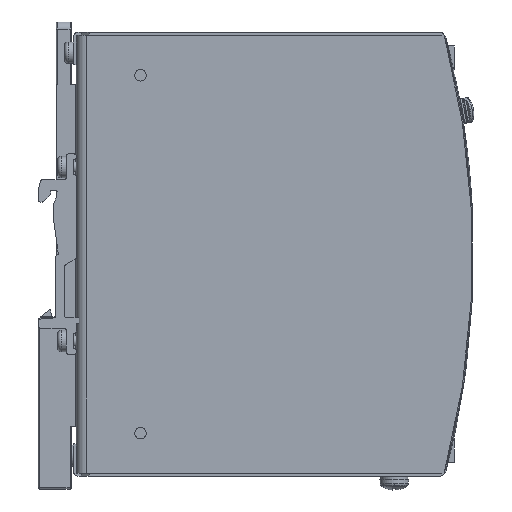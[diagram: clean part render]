
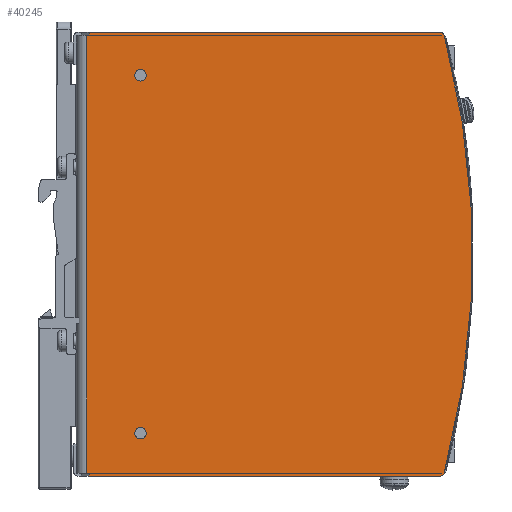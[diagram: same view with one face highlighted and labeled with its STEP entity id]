
A CAD part, front view. The second image highlights one B-rep face of the part: STEP entity #40245.
In plain terms, the highlighted planar face has unit normal (0, -1, 0).
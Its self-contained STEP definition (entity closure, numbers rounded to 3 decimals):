
#1117=CARTESIAN_POINT('',(101.667,-19.5,60.75));
#1118=DIRECTION('',(0.,1.,0.));
#1119=DIRECTION('',(0.,0.,1.));
#1120=AXIS2_PLACEMENT_3D('',#1117,#1118,#1119);
#1122=CARTESIAN_POINT('',(101.667,-19.5,60.75));
#1123=DIRECTION('',(0.,-1.,0.));
#1124=DIRECTION('',(0.967,0.,0.254));
#1125=AXIS2_PLACEMENT_3D('',#1122,#1123,#1124);
#1127=CARTESIAN_POINT('',(-130.,-19.5,0.));
#1128=DIRECTION('',(0.,-1.,0.));
#1129=DIRECTION('',(0.967,0.,-0.254));
#1130=AXIS2_PLACEMENT_3D('',#1127,#1128,#1129);
#1132=CARTESIAN_POINT('',(101.667,-19.5,-60.75));
#1133=DIRECTION('',(0.,-1.,0.));
#1134=DIRECTION('',(0.,0.,-1.));
#1135=AXIS2_PLACEMENT_3D('',#1132,#1133,#1134);
#1137=CARTESIAN_POINT('',(101.667,-19.5,-60.75));
#1138=DIRECTION('',(0.,1.,0.));
#1139=DIRECTION('',(0.6,0.,-0.8));
#1140=AXIS2_PLACEMENT_3D('',#1137,#1138,#1139);
#1142=DIRECTION('',(1.,0.,0.));
#1143=VECTOR('',#1142,98.967);
#1144=CARTESIAN_POINT('',(3.,-19.5,-61.15));
#1145=LINE('',#1144,#1143);
#1146=CARTESIAN_POINT('',(18.,-19.5,50.));
#1147=DIRECTION('',(0.,1.,0.));
#1148=DIRECTION('',(1.,0.,0.));
#1149=AXIS2_PLACEMENT_3D('',#1146,#1147,#1148);
#1151=CARTESIAN_POINT('',(18.,-19.5,50.));
#1152=DIRECTION('',(0.,1.,0.));
#1153=DIRECTION('',(-1.,0.,0.));
#1154=AXIS2_PLACEMENT_3D('',#1151,#1152,#1153);
#1156=CARTESIAN_POINT('',(18.,-19.5,-50.));
#1157=DIRECTION('',(0.,1.,0.));
#1158=DIRECTION('',(1.,0.,0.));
#1159=AXIS2_PLACEMENT_3D('',#1156,#1157,#1158);
#1161=CARTESIAN_POINT('',(18.,-19.5,-50.));
#1162=DIRECTION('',(0.,1.,0.));
#1163=DIRECTION('',(-1.,0.,0.));
#1164=AXIS2_PLACEMENT_3D('',#1161,#1162,#1163);
#1196=DIRECTION('',(1.,0.,0.));
#1197=VECTOR('',#1196,98.967);
#1198=CARTESIAN_POINT('',(3.,-19.5,61.15));
#1199=LINE('',#1198,#1197);
#1338=DIRECTION('',(-1.,0.,0.));
#1339=VECTOR('',#1338,98.017);
#1340=CARTESIAN_POINT('',(101.667,-19.5,61.25));
#1341=LINE('',#1340,#1339);
#1354=DIRECTION('',(1.,0.,0.));
#1355=VECTOR('',#1354,98.017);
#1356=CARTESIAN_POINT('',(3.65,-19.5,62.));
#1357=LINE('',#1356,#1355);
#1366=DIRECTION('',(0.,0.,1.));
#1367=VECTOR('',#1366,0.75);
#1368=CARTESIAN_POINT('',(3.65,-19.5,61.25));
#1369=LINE('',#1368,#1367);
#1434=DIRECTION('',(0.,0.,1.));
#1435=VECTOR('',#1434,122.3);
#1436=CARTESIAN_POINT('',(3.,-19.5,-61.15));
#1437=LINE('',#1436,#1435);
#1658=DIRECTION('',(1.,0.,0.));
#1659=VECTOR('',#1658,98.017);
#1660=CARTESIAN_POINT('',(3.65,-19.5,-61.25));
#1661=LINE('',#1660,#1659);
#1684=DIRECTION('',(0.,0.,1.));
#1685=VECTOR('',#1684,0.75);
#1686=CARTESIAN_POINT('',(3.65,-19.5,-62.));
#1687=LINE('',#1686,#1685);
#1704=DIRECTION('',(-1.,0.,0.));
#1705=VECTOR('',#1704,98.017);
#1706=CARTESIAN_POINT('',(101.667,-19.5,-62.));
#1707=LINE('',#1706,#1705);
#30994=CARTESIAN_POINT('',(3.,-19.5,-61.15));
#30995=CARTESIAN_POINT('',(3.,-19.5,61.15));
#30996=VERTEX_POINT('',#30994);
#30997=VERTEX_POINT('',#30995);
#30998=CARTESIAN_POINT('',(16.4,-19.5,50.));
#31000=VERTEX_POINT('',#30998);
#31002=CARTESIAN_POINT('',(19.6,-19.5,50.));
#31004=VERTEX_POINT('',#31002);
#31006=CARTESIAN_POINT('',(16.4,-19.5,-50.));
#31008=VERTEX_POINT('',#31006);
#31010=CARTESIAN_POINT('',(19.6,-19.5,-50.));
#31012=VERTEX_POINT('',#31010);
#35544=CARTESIAN_POINT('',(3.65,-19.5,62.));
#35545=VERTEX_POINT('',#35544);
#35546=CARTESIAN_POINT('',(101.667,-19.5,62.));
#35547=VERTEX_POINT('',#35546);
#35550=CARTESIAN_POINT('',(102.876,-19.5,61.067));
#35551=VERTEX_POINT('',#35550);
#35584=CARTESIAN_POINT('',(102.876,-19.5,-61.067));
#35585=VERTEX_POINT('',#35584);
#35602=CARTESIAN_POINT('',(3.65,-19.5,-61.25));
#35603=VERTEX_POINT('',#35602);
#35604=CARTESIAN_POINT('',(101.667,-19.5,-61.25));
#35605=VERTEX_POINT('',#35604);
#35622=CARTESIAN_POINT('',(3.65,-19.5,-62.));
#35623=VERTEX_POINT('',#35622);
#35626=CARTESIAN_POINT('',(3.65,-19.5,61.25));
#35627=VERTEX_POINT('',#35626);
#35634=CARTESIAN_POINT('',(101.667,-19.5,61.25));
#35635=VERTEX_POINT('',#35634);
#35636=CARTESIAN_POINT('',(101.667,-19.5,-62.));
#35637=VERTEX_POINT('',#35636);
#35658=CARTESIAN_POINT('',(101.967,-19.5,-61.15));
#35659=VERTEX_POINT('',#35658);
#35698=CARTESIAN_POINT('',(101.967,-19.5,61.15));
#35699=VERTEX_POINT('',#35698);
#40200=CARTESIAN_POINT('',(130.,-19.5,-61.15));
#40201=DIRECTION('',(0.,-1.,0.));
#40202=DIRECTION('',(0.,0.,-1.));
#40203=AXIS2_PLACEMENT_3D('',#40200,#40201,#40202);
#40204=PLANE('',#40203);
#40206=ORIENTED_EDGE('',*,*,#40205,.T.);
#40208=ORIENTED_EDGE('',*,*,#40207,.F.);
#40210=ORIENTED_EDGE('',*,*,#40209,.T.);
#40212=ORIENTED_EDGE('',*,*,#40211,.T.);
#40214=ORIENTED_EDGE('',*,*,#40213,.T.);
#40215=ORIENTED_EDGE('',*,*,#40186,.F.);
#40216=ORIENTED_EDGE('',*,*,#40091,.F.);
#40218=ORIENTED_EDGE('',*,*,#40217,.F.);
#40220=ORIENTED_EDGE('',*,*,#40219,.T.);
#40222=ORIENTED_EDGE('',*,*,#40221,.T.);
#40224=ORIENTED_EDGE('',*,*,#40223,.T.);
#40226=ORIENTED_EDGE('',*,*,#40225,.F.);
#40228=ORIENTED_EDGE('',*,*,#40227,.F.);
#40230=ORIENTED_EDGE('',*,*,#40229,.T.);
#40231=EDGE_LOOP('',(#40206,#40208,#40210,#40212,#40214,#40215,#40216,#40218,
#40220,#40222,#40224,#40226,#40228,#40230));
#40232=FACE_OUTER_BOUND('',#40231,.F.);
#40234=ORIENTED_EDGE('',*,*,#40233,.F.);
#40236=ORIENTED_EDGE('',*,*,#40235,.F.);
#40237=EDGE_LOOP('',(#40234,#40236));
#40238=FACE_BOUND('',#40237,.F.);
#40240=ORIENTED_EDGE('',*,*,#40239,.F.);
#40242=ORIENTED_EDGE('',*,*,#40241,.F.);
#40243=EDGE_LOOP('',(#40240,#40242));
#40244=FACE_BOUND('',#40243,.F.);
#40245=ADVANCED_FACE('',(#40232,#40238,#40244),#40204,.T.);
#1121=CIRCLE('',#1120,0.5);
#1126=CIRCLE('',#1125,1.25);
#1131=CIRCLE('',#1130,240.75);
#1136=CIRCLE('',#1135,1.25);
#1141=CIRCLE('',#1140,0.5);
#1150=CIRCLE('',#1149,1.6);
#1155=CIRCLE('',#1154,1.6);
#1160=CIRCLE('',#1159,1.6);
#1165=CIRCLE('',#1164,1.6);
#40091=EDGE_CURVE('',#35585,#35551,#1131,.T.);
#40186=EDGE_CURVE('',#35551,#35547,#1126,.T.);
#40205=EDGE_CURVE('',#30997,#35699,#1199,.T.);
#40207=EDGE_CURVE('',#35635,#35699,#1121,.T.);
#40209=EDGE_CURVE('',#35635,#35627,#1341,.T.);
#40211=EDGE_CURVE('',#35627,#35545,#1369,.T.);
#40213=EDGE_CURVE('',#35545,#35547,#1357,.T.);
#40217=EDGE_CURVE('',#35637,#35585,#1136,.T.);
#40219=EDGE_CURVE('',#35637,#35623,#1707,.T.);
#40221=EDGE_CURVE('',#35623,#35603,#1687,.T.);
#40223=EDGE_CURVE('',#35603,#35605,#1661,.T.);
#40225=EDGE_CURVE('',#35659,#35605,#1141,.T.);
#40227=EDGE_CURVE('',#30996,#35659,#1145,.T.);
#40229=EDGE_CURVE('',#30996,#30997,#1437,.T.);
#40233=EDGE_CURVE('',#31004,#31000,#1150,.T.);
#40235=EDGE_CURVE('',#31000,#31004,#1155,.T.);
#40239=EDGE_CURVE('',#31012,#31008,#1160,.T.);
#40241=EDGE_CURVE('',#31008,#31012,#1165,.T.);
